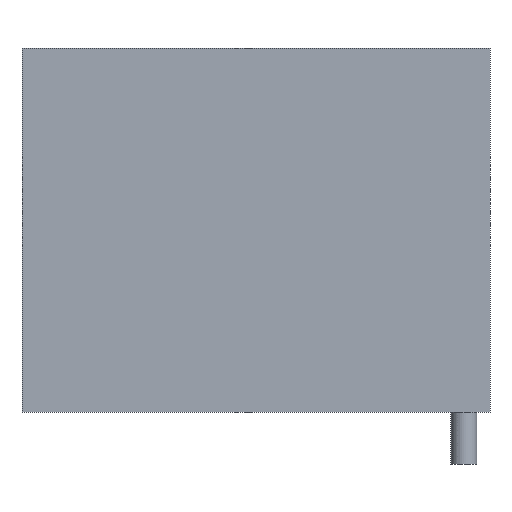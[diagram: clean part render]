
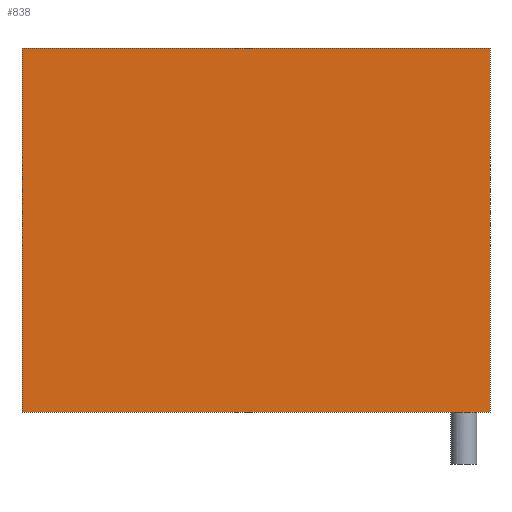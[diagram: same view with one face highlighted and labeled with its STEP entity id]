
A CAD part, front view. The second image highlights one B-rep face of the part: STEP entity #838.
In plain terms, the highlighted planar face has unit normal (0, -1, 0).
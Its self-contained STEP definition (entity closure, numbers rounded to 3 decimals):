
#25 = CARTESIAN_POINT ( 'NONE',  ( 0., 0., 105. ) ) ;
#41 = EDGE_LOOP ( 'NONE', ( #445, #96, #103, #386 ) ) ;
#79 = EDGE_CURVE ( 'NONE', #814, #779, #670, .T. ) ;
#96 = ORIENTED_EDGE ( 'NONE', *, *, #831, .F. ) ;
#103 = ORIENTED_EDGE ( 'NONE', *, *, #79, .F. ) ;
#123 = CARTESIAN_POINT ( 'NONE',  ( 0., 0., 0. ) ) ;
#125 = VECTOR ( 'NONE', #595, 1000. ) ;
#141 = AXIS2_PLACEMENT_3D ( 'NONE', #765, #397, #474 ) ;
#177 = CARTESIAN_POINT ( 'NONE',  ( 0., 0., 105. ) ) ;
#190 = CARTESIAN_POINT ( 'NONE',  ( 135., 0., 105. ) ) ;
#261 = EDGE_CURVE ( 'NONE', #814, #382, #429, .T. ) ;
#264 = DIRECTION ( 'NONE',  ( 1., 0., 0. ) ) ;
#277 = VECTOR ( 'NONE', #498, 1000. ) ;
#287 = CARTESIAN_POINT ( 'NONE',  ( 0., 0., 105. ) ) ;
#341 = VECTOR ( 'NONE', #264, 1000. ) ;
#382 = VERTEX_POINT ( 'NONE', #123 ) ;
#386 = ORIENTED_EDGE ( 'NONE', *, *, #261, .T. ) ;
#397 = DIRECTION ( 'NONE',  ( 0., 1., 0. ) ) ;
#429 = LINE ( 'NONE', #287, #277 ) ;
#445 = ORIENTED_EDGE ( 'NONE', *, *, #566, .T. ) ;
#458 = LINE ( 'NONE', #558, #341 ) ;
#466 = PLANE ( 'NONE',  #141 ) ;
#474 = DIRECTION ( 'NONE',  ( 0., 0., 1. ) ) ;
#498 = DIRECTION ( 'NONE',  ( 0., 0., -1. ) ) ;
#544 = LINE ( 'NONE', #914, #845 ) ;
#558 = CARTESIAN_POINT ( 'NONE',  ( 0., 0., 0. ) ) ;
#566 = EDGE_CURVE ( 'NONE', #382, #766, #458, .T. ) ;
#595 = DIRECTION ( 'NONE',  ( 1., 0., 0. ) ) ;
#606 = CARTESIAN_POINT ( 'NONE',  ( 135., 0., 0. ) ) ;
#670 = LINE ( 'NONE', #25, #125 ) ;
#687 = FACE_OUTER_BOUND ( 'NONE', #41, .T. ) ;
#765 = CARTESIAN_POINT ( 'NONE',  ( 0., 0., 105. ) ) ;
#766 = VERTEX_POINT ( 'NONE', #606 ) ;
#779 = VERTEX_POINT ( 'NONE', #190 ) ;
#814 = VERTEX_POINT ( 'NONE', #177 ) ;
#831 = EDGE_CURVE ( 'NONE', #779, #766, #544, .T. ) ;
#838 = ADVANCED_FACE ( 'NONE', ( #687 ), #466, .F. ) ;
#839 = DIRECTION ( 'NONE',  ( 0., 0., -1. ) ) ;
#845 = VECTOR ( 'NONE', #839, 1000. ) ;
#914 = CARTESIAN_POINT ( 'NONE',  ( 135., 0., 105. ) ) ;
